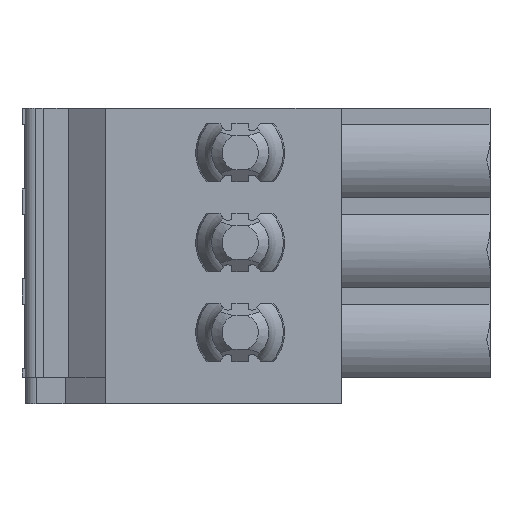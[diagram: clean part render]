
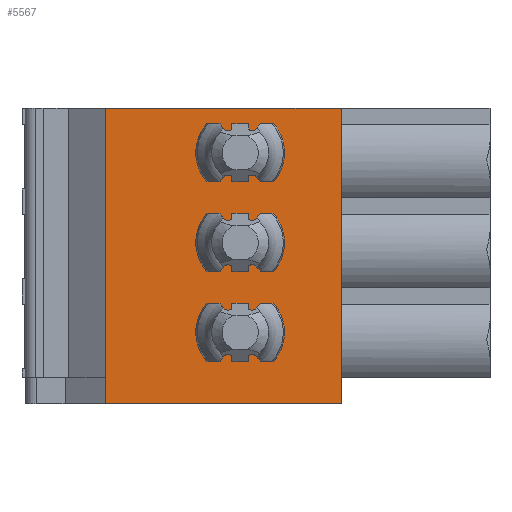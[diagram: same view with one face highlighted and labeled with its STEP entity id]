
A CAD part, front view. The second image highlights one B-rep face of the part: STEP entity #5567.
In plain terms, the highlighted planar face has unit normal (0, -1, 0).
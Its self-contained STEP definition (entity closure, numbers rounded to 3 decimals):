
#973=ORIENTED_EDGE('',*,*,#2083,.T.);
#974=ORIENTED_EDGE('',*,*,#2294,.T.);
#975=ORIENTED_EDGE('',*,*,#2076,.F.);
#976=ORIENTED_EDGE('',*,*,#2292,.F.);
#977=ORIENTED_EDGE('',*,*,#2051,.T.);
#978=ORIENTED_EDGE('',*,*,#2286,.T.);
#979=ORIENTED_EDGE('',*,*,#2044,.F.);
#980=ORIENTED_EDGE('',*,*,#2284,.F.);
#981=ORIENTED_EDGE('',*,*,#2067,.T.);
#982=ORIENTED_EDGE('',*,*,#2290,.T.);
#983=ORIENTED_EDGE('',*,*,#2060,.F.);
#984=ORIENTED_EDGE('',*,*,#2288,.F.);
#985=ORIENTED_EDGE('',*,*,#2457,.F.);
#986=ORIENTED_EDGE('',*,*,#2374,.F.);
#987=ORIENTED_EDGE('',*,*,#2456,.T.);
#988=ORIENTED_EDGE('',*,*,#2458,.T.);
#989=ORIENTED_EDGE('',*,*,#2459,.T.);
#990=ORIENTED_EDGE('',*,*,#2460,.F.);
#2044=EDGE_CURVE('',#2881,#2878,#3440,.T.);
#2051=EDGE_CURVE('',#2889,#2888,#3444,.T.);
#2060=EDGE_CURVE('',#2897,#2894,#3450,.T.);
#2067=EDGE_CURVE('',#2905,#2904,#3454,.T.);
#2076=EDGE_CURVE('',#2913,#2910,#3460,.T.);
#2083=EDGE_CURVE('',#2921,#2920,#3464,.T.);
#2284=EDGE_CURVE('',#2889,#2881,#3527,.T.);
#2286=EDGE_CURVE('',#2888,#2878,#3529,.T.);
#2288=EDGE_CURVE('',#2905,#2897,#3531,.T.);
#2290=EDGE_CURVE('',#2904,#2894,#3533,.T.);
#2292=EDGE_CURVE('',#2921,#2913,#3535,.T.);
#2294=EDGE_CURVE('',#2920,#2910,#3537,.T.);
#2374=EDGE_CURVE('',#3133,#3134,#3593,.T.);
#2456=EDGE_CURVE('',#3133,#3196,#3660,.T.);
#2457=EDGE_CURVE('',#3134,#3197,#3661,.T.);
#2458=EDGE_CURVE('',#3196,#3198,#3662,.T.);
#2459=EDGE_CURVE('',#3198,#3199,#3663,.T.);
#2460=EDGE_CURVE('',#3197,#3199,#3664,.T.);
#2878=VERTEX_POINT('',#7687);
#2881=VERTEX_POINT('',#7692);
#2888=VERTEX_POINT('',#7717);
#2889=VERTEX_POINT('',#7719);
#2894=VERTEX_POINT('',#7741);
#2897=VERTEX_POINT('',#7746);
#2904=VERTEX_POINT('',#7771);
#2905=VERTEX_POINT('',#7773);
#2910=VERTEX_POINT('',#7795);
#2913=VERTEX_POINT('',#7800);
#2920=VERTEX_POINT('',#7825);
#2921=VERTEX_POINT('',#7827);
#3133=VERTEX_POINT('',#8715);
#3134=VERTEX_POINT('',#8717);
#3196=VERTEX_POINT('',#8881);
#3197=VERTEX_POINT('',#8885);
#3198=VERTEX_POINT('',#8887);
#3199=VERTEX_POINT('',#8889);
#3440=LINE('',#7693,#4016);
#3444=LINE('',#7718,#4020);
#3450=LINE('',#7747,#4026);
#3454=LINE('',#7772,#4030);
#3460=LINE('',#7801,#4036);
#3464=LINE('',#7826,#4040);
#3527=LINE('',#8524,#4103);
#3529=LINE('',#8527,#4105);
#3531=LINE('',#8530,#4107);
#3533=LINE('',#8533,#4109);
#3535=LINE('',#8536,#4111);
#3537=LINE('',#8539,#4113);
#3593=LINE('',#8716,#4169);
#3660=LINE('',#8882,#4236);
#3661=LINE('',#8884,#4237);
#3662=LINE('',#8886,#4238);
#3663=LINE('',#8888,#4239);
#3664=LINE('',#8890,#4240);
#4016=VECTOR('',#6232,1000.);
#4020=VECTOR('',#6240,1000.);
#4026=VECTOR('',#6250,1000.);
#4030=VECTOR('',#6258,1000.);
#4036=VECTOR('',#6268,1000.);
#4040=VECTOR('',#6276,1000.);
#4103=VECTOR('',#6515,1000.);
#4105=VECTOR('',#6519,1000.);
#4107=VECTOR('',#6523,1000.);
#4109=VECTOR('',#6527,1000.);
#4111=VECTOR('',#6531,1000.);
#4113=VECTOR('',#6535,1000.);
#4169=VECTOR('',#6653,1000.);
#4236=VECTOR('',#6776,1000.);
#4237=VECTOR('',#6779,1000.);
#4238=VECTOR('',#6780,1000.);
#4239=VECTOR('',#6781,1000.);
#4240=VECTOR('',#6782,1000.);
#4689=EDGE_LOOP('',(#973,#974,#975,#976));
#4690=EDGE_LOOP('',(#977,#978,#979,#980));
#4691=EDGE_LOOP('',(#981,#982,#983,#984));
#4692=EDGE_LOOP('',(#985,#986,#987,#988,#989,#990));
#5020=FACE_BOUND('',#4689,.T.);
#5021=FACE_BOUND('',#4690,.T.);
#5022=FACE_BOUND('',#4691,.T.);
#5023=FACE_BOUND('',#4692,.T.);
#5313=PLANE('',#5953);
#5567=ADVANCED_FACE('',(#5020,#5021,#5022,#5023),#5313,.F.);
#5953=AXIS2_PLACEMENT_3D('',#8883,#6777,#6778);
#6232=DIRECTION('',(-1.,0.,0.));
#6240=DIRECTION('',(-1.,0.,0.));
#6250=DIRECTION('',(-1.,0.,0.));
#6258=DIRECTION('',(-1.,0.,0.));
#6268=DIRECTION('',(-1.,0.,0.));
#6276=DIRECTION('',(-1.,0.,0.));
#6515=DIRECTION('',(0.,0.,1.));
#6519=DIRECTION('',(0.,0.,1.));
#6523=DIRECTION('',(0.,0.,1.));
#6527=DIRECTION('',(0.,0.,1.));
#6531=DIRECTION('',(0.,0.,1.));
#6535=DIRECTION('',(0.,0.,1.));
#6653=DIRECTION('',(1.,0.,0.));
#6776=DIRECTION('',(0.,0.,-1.));
#6777=DIRECTION('',(0.,1.,0.));
#6778=DIRECTION('',(0.,0.,1.));
#6779=DIRECTION('',(0.,0.,-1.));
#6780=DIRECTION('',(1.,0.,0.));
#6781=DIRECTION('',(0.,0.,1.));
#6782=DIRECTION('',(1.,0.,0.));
#7687=CARTESIAN_POINT('',(11.865,0.,9.28));
#7692=CARTESIAN_POINT('',(12.815,0.,9.28));
#7693=CARTESIAN_POINT('',(12.815,0.,9.28));
#7717=CARTESIAN_POINT('',(11.865,0.,5.98));
#7718=CARTESIAN_POINT('',(12.815,0.,5.98));
#7719=CARTESIAN_POINT('',(12.815,0.,5.98));
#7741=CARTESIAN_POINT('',(11.865,0.,14.36));
#7746=CARTESIAN_POINT('',(12.815,0.,14.36));
#7747=CARTESIAN_POINT('',(12.815,0.,14.36));
#7771=CARTESIAN_POINT('',(11.865,0.,11.06));
#7772=CARTESIAN_POINT('',(12.815,0.,11.06));
#7773=CARTESIAN_POINT('',(12.815,0.,11.06));
#7795=CARTESIAN_POINT('',(11.865,0.,4.2));
#7800=CARTESIAN_POINT('',(12.815,0.,4.2));
#7801=CARTESIAN_POINT('',(12.815,0.,4.2));
#7825=CARTESIAN_POINT('',(11.865,0.,0.9));
#7826=CARTESIAN_POINT('',(12.815,0.,0.9));
#7827=CARTESIAN_POINT('',(12.815,0.,0.9));
#8524=CARTESIAN_POINT('',(12.815,0.,5.98));
#8527=CARTESIAN_POINT('',(11.865,0.,5.98));
#8530=CARTESIAN_POINT('',(12.815,0.,11.06));
#8533=CARTESIAN_POINT('',(11.865,0.,11.06));
#8536=CARTESIAN_POINT('',(12.815,0.,0.9));
#8539=CARTESIAN_POINT('',(11.865,0.,0.9));
#8715=CARTESIAN_POINT('',(4.72,0.,15.24));
#8716=CARTESIAN_POINT('',(4.72,0.,15.24));
#8717=CARTESIAN_POINT('',(18.05,0.,15.24));
#8881=CARTESIAN_POINT('',(4.72,0.,-1.5));
#8882=CARTESIAN_POINT('',(4.72,0.,15.24));
#8883=CARTESIAN_POINT('',(4.72,0.,15.24));
#8884=CARTESIAN_POINT('',(18.05,0.,15.24));
#8885=CARTESIAN_POINT('',(18.05,0.,0.));
#8886=CARTESIAN_POINT('',(4.72,0.,-1.5));
#8887=CARTESIAN_POINT('',(18.07,0.,-1.5));
#8888=CARTESIAN_POINT('',(18.07,0.,-1.5));
#8889=CARTESIAN_POINT('',(18.07,0.,0.));
#8890=CARTESIAN_POINT('',(4.72,0.,0.));
